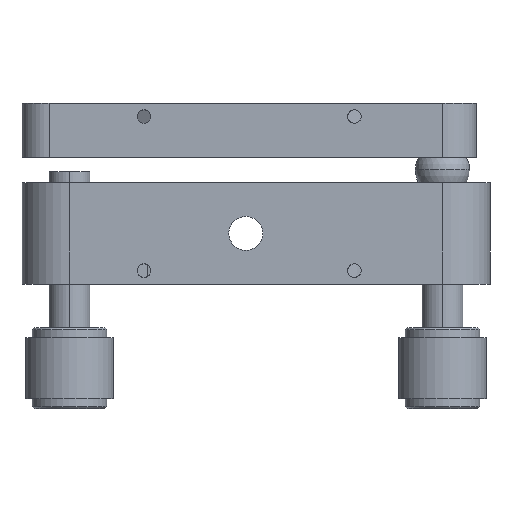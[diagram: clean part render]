
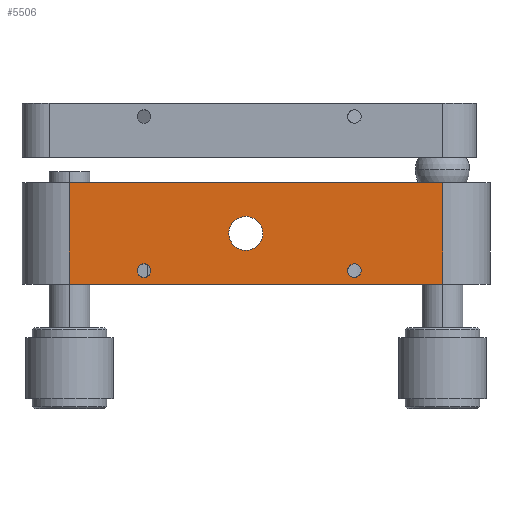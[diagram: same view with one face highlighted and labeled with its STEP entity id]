
A CAD part, front view. The second image highlights one B-rep face of the part: STEP entity #5506.
In plain terms, the highlighted planar face has unit normal (0, -1, 0).
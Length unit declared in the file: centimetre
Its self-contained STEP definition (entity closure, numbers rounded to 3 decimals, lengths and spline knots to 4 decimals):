
#181 = PLANE ( 'NONE',  #3977 ) ;
#204 = LINE ( 'NONE', #911, #4802 ) ;
#205 = DIRECTION ( 'NONE',  ( 0., 0., 1. ) ) ;
#366 = DIRECTION ( 'NONE',  ( 1., 0., 0. ) ) ;
#887 = CARTESIAN_POINT ( 'NONE',  ( 0.1029, -3.0219, 0.75 ) ) ;
#911 = CARTESIAN_POINT ( 'NONE',  ( 0.1029, -3.0219, -0.75 ) ) ;
#917 = DIRECTION ( 'NONE',  ( 0., 1., 0. ) ) ;
#1116 = ORIENTED_EDGE ( 'NONE', *, *, #5661, .T. ) ;
#1157 = ORIENTED_EDGE ( 'NONE', *, *, #5660, .F. ) ;
#1158 = ORIENTED_EDGE ( 'NONE', *, *, #5072, .T. ) ;
#1159 = ORIENTED_EDGE ( 'NONE', *, *, #5666, .F. ) ;
#1162 = ORIENTED_EDGE ( 'NONE', *, *, #5720, .T. ) ;
#1170 = ORIENTED_EDGE ( 'NONE', *, *, #4972, .F. ) ;
#1184 = ORIENTED_EDGE ( 'NONE', *, *, #4904, .T. ) ;
#1196 = ORIENTED_EDGE ( 'NONE', *, *, #5674, .F. ) ;
#1198 = ORIENTED_EDGE ( 'NONE', *, *, #5693, .F. ) ;
#1199 = ORIENTED_EDGE ( 'NONE', *, *, #5694, .F. ) ;
#1415 = EDGE_LOOP ( 'NONE', ( #1116, #1162 ) ) ;
#1429 = EDGE_LOOP ( 'NONE', ( #1170, #1199 ) ) ;
#1435 = EDGE_LOOP ( 'NONE', ( #1158, #1157, #1159, #1184 ) ) ;
#1469 = EDGE_LOOP ( 'NONE', ( #1198, #1196 ) ) ;
#2067 = CARTESIAN_POINT ( 'NONE',  ( -4.1626, -3.0219, 0.75 ) ) ;
#2068 = DIRECTION ( 'NONE',  ( 0., 0., -1. ) ) ;
#2095 = LINE ( 'NONE', #2067, #4633 ) ;
#2189 = CARTESIAN_POINT ( 'NONE',  ( 1.3374, -3.0219, -0.75 ) ) ;
#2330 = DIRECTION ( 'NONE',  ( 0., 0., -1. ) ) ;
#2331 = DIRECTION ( 'NONE',  ( 0., -1., 0. ) ) ;
#2335 = CARTESIAN_POINT ( 'NONE',  ( 0.0374, -3.0219, -0.55 ) ) ;
#2803 = VERTEX_POINT ( 'NONE', #3451 ) ;
#2813 = VERTEX_POINT ( 'NONE', #3189 ) ;
#2885 = VERTEX_POINT ( 'NONE', #3307 ) ;
#2925 = CARTESIAN_POINT ( 'NONE',  ( 1.3374, -3.0219, 0.75 ) ) ;
#2955 = VERTEX_POINT ( 'NONE', #3182 ) ;
#3017 = VERTEX_POINT ( 'NONE', #2925 ) ;
#3113 = VERTEX_POINT ( 'NONE', #3145 ) ;
#3129 = VERTEX_POINT ( 'NONE', #3470 ) ;
#3145 = CARTESIAN_POINT ( 'NONE',  ( -1.5626, -3.0219, -0.25 ) ) ;
#3155 = VERTEX_POINT ( 'NONE', #3482 ) ;
#3182 = CARTESIAN_POINT ( 'NONE',  ( -4.1626, -3.0219, 0.75 ) ) ;
#3189 = CARTESIAN_POINT ( 'NONE',  ( 0.0374, -3.0219, -0.45 ) ) ;
#3307 = CARTESIAN_POINT ( 'NONE',  ( 0.0374, -3.0219, -0.65 ) ) ;
#3311 = VERTEX_POINT ( 'NONE', #3362 ) ;
#3362 = CARTESIAN_POINT ( 'NONE',  ( -1.5626, -3.0219, 0.25 ) ) ;
#3451 = CARTESIAN_POINT ( 'NONE',  ( -3.0626, -3.0219, -0.65 ) ) ;
#3470 = CARTESIAN_POINT ( 'NONE',  ( -4.1626, -3.0219, -0.75 ) ) ;
#3482 = CARTESIAN_POINT ( 'NONE',  ( -3.0626, -3.0219, -0.45 ) ) ;
#3713 = VERTEX_POINT ( 'NONE', #2189 ) ;
#3973 = FACE_BOUND ( 'NONE', #1415, .T. ) ;
#3977 = AXIS2_PLACEMENT_3D ( 'NONE', #887, #917, #205 ) ;
#3987 = FACE_OUTER_BOUND ( 'NONE', #1435, .T. ) ;
#4000 = FACE_BOUND ( 'NONE', #1429, .T. ) ;
#4016 = FACE_BOUND ( 'NONE', #1469, .T. ) ;
#4130 = AXIS2_PLACEMENT_3D ( 'NONE', #5769, #5768, #5767 ) ;
#4177 = AXIS2_PLACEMENT_3D ( 'NONE', #5881, #5880, #5879 ) ;
#4179 = AXIS2_PLACEMENT_3D ( 'NONE', #5878, #5877, #5876 ) ;
#4206 = VECTOR ( 'NONE', #5959, 100. ) ;
#4211 = AXIS2_PLACEMENT_3D ( 'NONE', #5947, #5937, #5936 ) ;
#4213 = VECTOR ( 'NONE', #5992, 100. ) ;
#4215 = AXIS2_PLACEMENT_3D ( 'NONE', #5995, #5991, #5990 ) ;
#4613 = AXIS2_PLACEMENT_3D ( 'NONE', #2335, #2331, #2330 ) ;
#4633 = VECTOR ( 'NONE', #2068, 100. ) ;
#4802 = VECTOR ( 'NONE', #366, 100. ) ;
#4904 = EDGE_CURVE ( 'NONE', #2955, #3129, #2095, .T. ) ;
#4971 = CIRCLE ( 'NONE', #4130, 0.25 ) ;
#4972 = EDGE_CURVE ( 'NONE', #2885, #2813, #5293, .T. ) ;
#5063 = CIRCLE ( 'NONE', #4179, 0.1 ) ;
#5064 = CIRCLE ( 'NONE', #4177, 0.1 ) ;
#5072 = EDGE_CURVE ( 'NONE', #3129, #3713, #204, .T. ) ;
#5083 = CIRCLE ( 'NONE', #4211, 0.1 ) ;
#5091 = CIRCLE ( 'NONE', #4215, 0.25 ) ;
#5293 = CIRCLE ( 'NONE', #4613, 0.1 ) ;
#5506 = ADVANCED_FACE ( 'NONE', ( #3973, #3987, #4000, #4016 ), #181, .F. ) ;
#5660 = EDGE_CURVE ( 'NONE', #3017, #3713, #5994, .T. ) ;
#5661 = EDGE_CURVE ( 'NONE', #3311, #3113, #5091, .T. ) ;
#5666 = EDGE_CURVE ( 'NONE', #2955, #3017, #5961, .T. ) ;
#5674 = EDGE_CURVE ( 'NONE', #3155, #2803, #5083, .T. ) ;
#5693 = EDGE_CURVE ( 'NONE', #2803, #3155, #5064, .T. ) ;
#5694 = EDGE_CURVE ( 'NONE', #2813, #2885, #5063, .T. ) ;
#5720 = EDGE_CURVE ( 'NONE', #3113, #3311, #4971, .T. ) ;
#5767 = DIRECTION ( 'NONE',  ( 0., 0., 1. ) ) ;
#5768 = DIRECTION ( 'NONE',  ( 0., 1., 0. ) ) ;
#5769 = CARTESIAN_POINT ( 'NONE',  ( -1.5626, -3.0219, 0. ) ) ;
#5876 = DIRECTION ( 'NONE',  ( 0., 0., -1. ) ) ;
#5877 = DIRECTION ( 'NONE',  ( 0., -1., 0. ) ) ;
#5878 = CARTESIAN_POINT ( 'NONE',  ( 0.0374, -3.0219, -0.55 ) ) ;
#5879 = DIRECTION ( 'NONE',  ( 0., 0., -1. ) ) ;
#5880 = DIRECTION ( 'NONE',  ( 0., -1., 0. ) ) ;
#5881 = CARTESIAN_POINT ( 'NONE',  ( -3.0626, -3.0219, -0.55 ) ) ;
#5936 = DIRECTION ( 'NONE',  ( 0., 0., -1. ) ) ;
#5937 = DIRECTION ( 'NONE',  ( 0., -1., 0. ) ) ;
#5947 = CARTESIAN_POINT ( 'NONE',  ( -3.0626, -3.0219, -0.55 ) ) ;
#5959 = DIRECTION ( 'NONE',  ( 1., 0., 0. ) ) ;
#5960 = CARTESIAN_POINT ( 'NONE',  ( 0.1029, -3.0219, 0.75 ) ) ;
#5961 = LINE ( 'NONE', #5960, #4206 ) ;
#5990 = DIRECTION ( 'NONE',  ( 0., 0., 1. ) ) ;
#5991 = DIRECTION ( 'NONE',  ( 0., 1., 0. ) ) ;
#5992 = DIRECTION ( 'NONE',  ( 0., 0., -1. ) ) ;
#5993 = CARTESIAN_POINT ( 'NONE',  ( 1.3374, -3.0219, 0.75 ) ) ;
#5994 = LINE ( 'NONE', #5993, #4213 ) ;
#5995 = CARTESIAN_POINT ( 'NONE',  ( -1.5626, -3.0219, 0. ) ) ;
